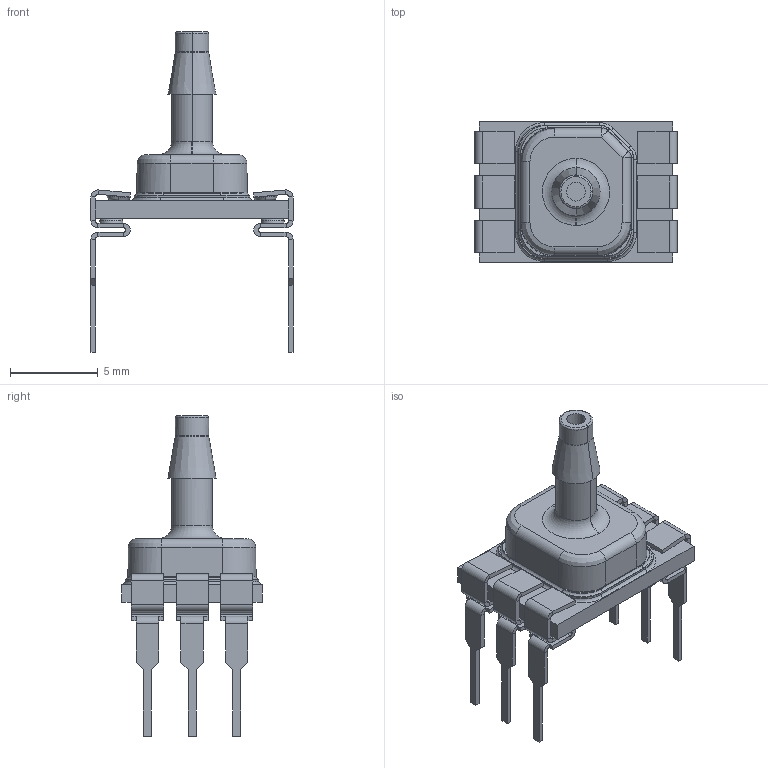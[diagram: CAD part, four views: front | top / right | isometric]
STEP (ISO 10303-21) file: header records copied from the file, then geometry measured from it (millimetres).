
FILE_DESCRIPTION(('STEP AP214'),'1');
FILE_NAME('abpdant005pgaa5.stp','2020-09-18T14:14:58',('TraceParts'),('TraceParts S.A.'),'Spatial InterOp 3D',' ',' ');
FILE_SCHEMA(('AUTOMOTIVE_DESIGN { 1 0 10303 214 1 1 1 1 }'));
Length unit declared in the file: millimetre
Products named in the file (1): abpdant005pgaa5
Bounding box: 11.5 x 8 x 18.25 mm (x, y, z)
Volume: 261.1 mm3; surface area: 576.2 mm2
Topology: 1 solids, 1 shells, 454 faces, 1045 edges, 598 vertices
Faces by surface type: plane 265, cylinder 100, torus 46, cone 26, bspline 15, sphere 2
Entity records: 13424 total; most frequent: CARTESIAN_POINT 3048, DIRECTION 2260, ORIENTED_EDGE 2090, EDGE_CURVE 1045, AXIS2_PLACEMENT_3D 800, LINE 660, VECTOR 660, VERTEX_POINT 598
